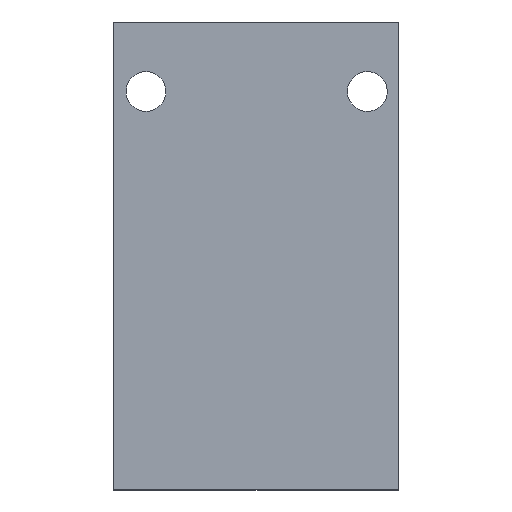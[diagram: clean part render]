
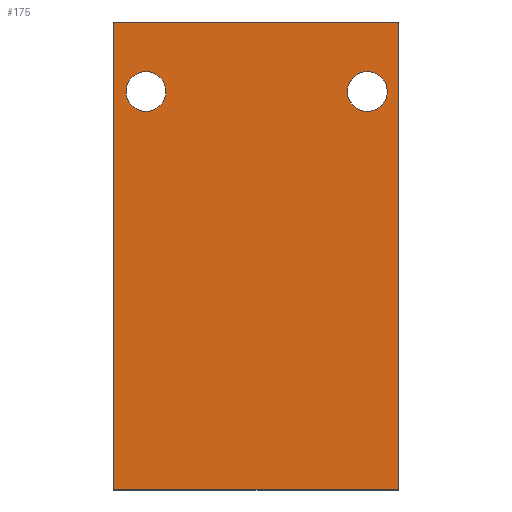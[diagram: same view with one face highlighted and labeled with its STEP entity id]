
A CAD part, top view. The second image highlights one B-rep face of the part: STEP entity #175.
In plain terms, the highlighted planar face has unit normal (0, 0, 1).
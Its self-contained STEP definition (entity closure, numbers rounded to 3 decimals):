
#18=FACE_BOUND('',#48,.T.);
#19=FACE_BOUND('',#49,.T.);
#25=PLANE('',#213);
#34=FACE_OUTER_BOUND('',#47,.T.);
#47=EDGE_LOOP('',(#154,#155,#156,#157));
#48=EDGE_LOOP('',(#158));
#49=EDGE_LOOP('',(#159));
#59=LINE('',#294,#74);
#61=LINE('',#298,#76);
#63=LINE('',#302,#78);
#65=LINE('',#305,#80);
#74=VECTOR('',#244,10.);
#76=VECTOR('',#248,10.);
#78=VECTOR('',#252,10.);
#80=VECTOR('',#256,10.);
#82=CIRCLE('',#202,1.575);
#84=CIRCLE('',#205,1.575);
#88=VERTEX_POINT('',#268);
#90=VERTEX_POINT('',#274);
#97=VERTEX_POINT('',#291);
#98=VERTEX_POINT('',#293);
#99=VERTEX_POINT('',#297);
#100=VERTEX_POINT('',#301);
#102=EDGE_CURVE('',#88,#88,#82,.T.);
#105=EDGE_CURVE('',#90,#90,#84,.T.);
#114=EDGE_CURVE('',#98,#97,#59,.T.);
#116=EDGE_CURVE('',#99,#98,#61,.T.);
#118=EDGE_CURVE('',#100,#99,#63,.T.);
#120=EDGE_CURVE('',#97,#100,#65,.T.);
#154=ORIENTED_EDGE('',*,*,#120,.T.);
#155=ORIENTED_EDGE('',*,*,#118,.T.);
#156=ORIENTED_EDGE('',*,*,#116,.T.);
#157=ORIENTED_EDGE('',*,*,#114,.T.);
#158=ORIENTED_EDGE('',*,*,#102,.T.);
#159=ORIENTED_EDGE('',*,*,#105,.T.);
#175=ADVANCED_FACE('',(#34,#18,#19),#25,.T.);
#202=AXIS2_PLACEMENT_3D('',#269,#221,#222);
#205=AXIS2_PLACEMENT_3D('',#275,#228,#229);
#213=AXIS2_PLACEMENT_3D('',#306,#257,#258);
#221=DIRECTION('center_axis',(0.,0.,-1.));
#222=DIRECTION('ref_axis',(1.,0.,0.));
#228=DIRECTION('center_axis',(0.,0.,-1.));
#229=DIRECTION('ref_axis',(1.,0.,0.));
#244=DIRECTION('',(1.,0.,0.));
#248=DIRECTION('',(0.,-1.,0.));
#252=DIRECTION('',(-1.,0.,0.));
#256=DIRECTION('',(0.,1.,0.));
#257=DIRECTION('center_axis',(0.,0.,1.));
#258=DIRECTION('ref_axis',(1.,0.,0.));
#268=CARTESIAN_POINT('',(49.781,26.539,9.));
#269=CARTESIAN_POINT('Origin',(51.356,26.539,9.));
#274=CARTESIAN_POINT('',(67.281,26.539,9.));
#275=CARTESIAN_POINT('Origin',(68.856,26.539,9.));
#291=CARTESIAN_POINT('',(71.306,-4.961,9.));
#293=CARTESIAN_POINT('',(48.806,-4.961,9.));
#294=CARTESIAN_POINT('',(48.806,-4.961,9.));
#297=CARTESIAN_POINT('',(48.806,32.039,9.));
#298=CARTESIAN_POINT('',(48.806,32.039,9.));
#301=CARTESIAN_POINT('',(71.306,32.039,9.));
#302=CARTESIAN_POINT('',(71.306,32.039,9.));
#305=CARTESIAN_POINT('',(71.306,-4.961,9.));
#306=CARTESIAN_POINT('Origin',(60.056,13.539,9.));
